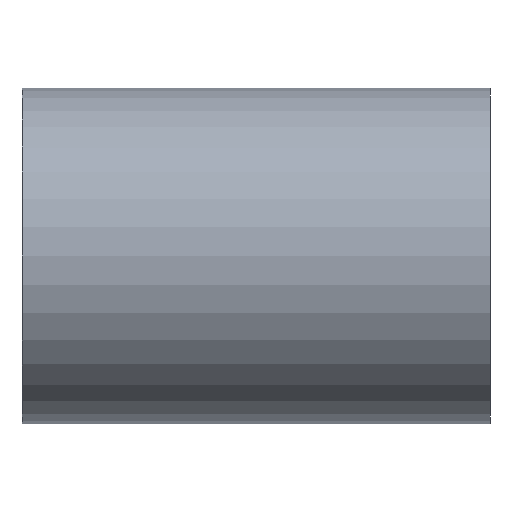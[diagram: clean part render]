
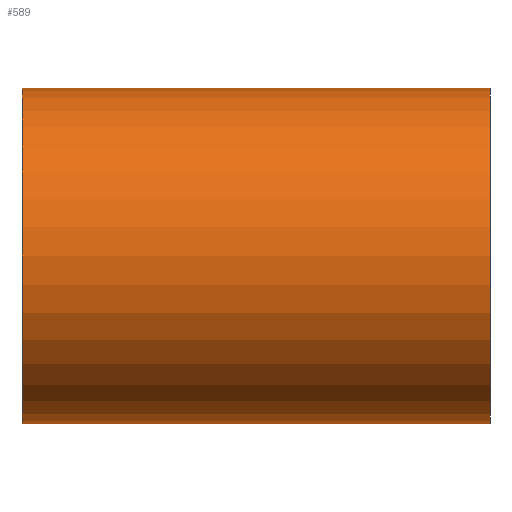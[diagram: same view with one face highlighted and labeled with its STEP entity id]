
A CAD part, front view. The second image highlights one B-rep face of the part: STEP entity #589.
In plain terms, the highlighted cylindrical face has radius 26.194 mm (diameter 52.388 mm), a partial arc.
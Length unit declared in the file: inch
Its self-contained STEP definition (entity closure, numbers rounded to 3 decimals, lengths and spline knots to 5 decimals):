
#24 = VECTOR ( 'NONE', #399, 39.37008 ) ;
#43 = CARTESIAN_POINT ( 'NONE',  ( -1.437, 0., -1.03125 ) ) ;
#80 = ORIENTED_EDGE ( 'NONE', *, *, #639, .T. ) ;
#122 = AXIS2_PLACEMENT_3D ( 'NONE', #592, #329, #542 ) ;
#129 = LINE ( 'NONE', #549, #287 ) ;
#135 = DIRECTION ( 'NONE',  ( -1., 0., 0. ) ) ;
#147 = DIRECTION ( 'NONE',  ( -1., 0., 0. ) ) ;
#193 = CARTESIAN_POINT ( 'NONE',  ( 0., 0., 1.03125 ) ) ;
#206 = EDGE_LOOP ( 'NONE', ( #355, #365, #80, #374 ) ) ;
#229 = FACE_OUTER_BOUND ( 'NONE', #206, .T. ) ;
#248 = VERTEX_POINT ( 'NONE', #623 ) ;
#279 = DIRECTION ( 'NONE',  ( 0., 0., 1. ) ) ;
#287 = VECTOR ( 'NONE', #595, 39.37008 ) ;
#289 = CARTESIAN_POINT ( 'NONE',  ( -1.437, 0., 0. ) ) ;
#297 = DIRECTION ( 'NONE',  ( 0., 0., 1. ) ) ;
#329 = DIRECTION ( 'NONE',  ( -1., 0., 0. ) ) ;
#355 = ORIENTED_EDGE ( 'NONE', *, *, #505, .F. ) ;
#365 = ORIENTED_EDGE ( 'NONE', *, *, #649, .T. ) ;
#374 = ORIENTED_EDGE ( 'NONE', *, *, #543, .F. ) ;
#399 = DIRECTION ( 'NONE',  ( -1., 0., 0. ) ) ;
#404 = LINE ( 'NONE', #193, #24 ) ;
#406 = VERTEX_POINT ( 'NONE', #631 ) ;
#439 = CYLINDRICAL_SURFACE ( 'NONE', #122, 1.03125 ) ;
#496 = CARTESIAN_POINT ( 'NONE',  ( 1.437, 0., -1.03125 ) ) ;
#505 = EDGE_CURVE ( 'NONE', #569, #635, #129, .T. ) ;
#542 = DIRECTION ( 'NONE',  ( 0., 0., 1. ) ) ;
#543 = EDGE_CURVE ( 'NONE', #635, #248, #585, .T. ) ;
#549 = CARTESIAN_POINT ( 'NONE',  ( 0., 0., -1.03125 ) ) ;
#563 = CIRCLE ( 'NONE', #651, 1.03125 ) ;
#569 = VERTEX_POINT ( 'NONE', #496 ) ;
#585 = CIRCLE ( 'NONE', #627, 1.03125 ) ;
#589 = ADVANCED_FACE ( 'NONE', ( #229 ), #439, .T. ) ;
#592 = CARTESIAN_POINT ( 'NONE',  ( 0., 0., 0. ) ) ;
#595 = DIRECTION ( 'NONE',  ( -1., 0., 0. ) ) ;
#613 = CARTESIAN_POINT ( 'NONE',  ( 1.437, 0., 0. ) ) ;
#623 = CARTESIAN_POINT ( 'NONE',  ( -1.437, 0., 1.03125 ) ) ;
#627 = AXIS2_PLACEMENT_3D ( 'NONE', #289, #135, #279 ) ;
#631 = CARTESIAN_POINT ( 'NONE',  ( 1.437, 0., 1.03125 ) ) ;
#635 = VERTEX_POINT ( 'NONE', #43 ) ;
#639 = EDGE_CURVE ( 'NONE', #406, #248, #404, .T. ) ;
#649 = EDGE_CURVE ( 'NONE', #569, #406, #563, .T. ) ;
#651 = AXIS2_PLACEMENT_3D ( 'NONE', #613, #147, #297 ) ;
